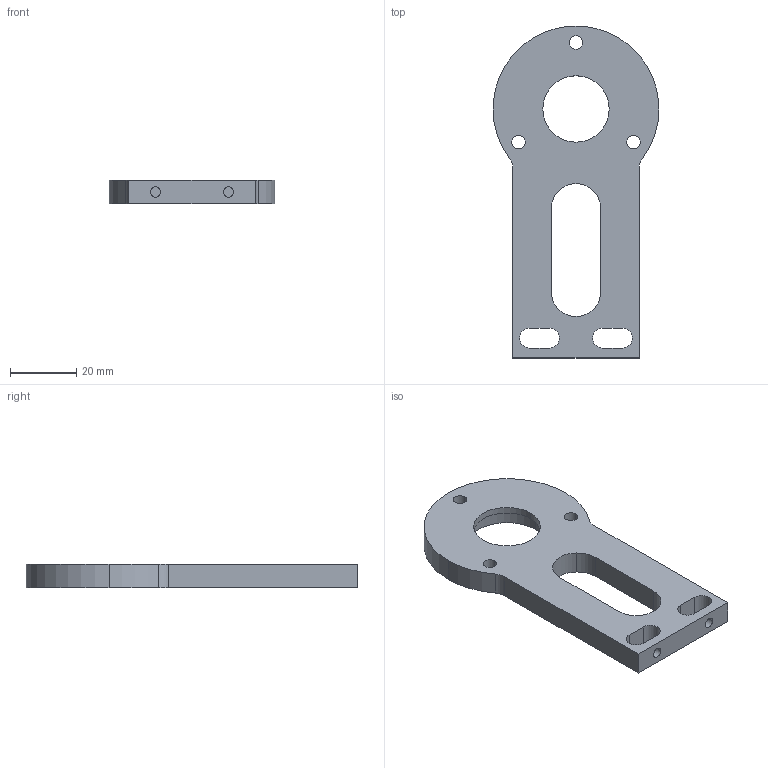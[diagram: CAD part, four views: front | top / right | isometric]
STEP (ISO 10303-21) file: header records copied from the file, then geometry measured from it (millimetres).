
FILE_DESCRIPTION (( 'STEP AP214' ), '1' );
FILE_NAME ('pitch粣萇儂盓傅.STEP', '2017-04-25T13:42:56', ( '' ), ( '' ), 'SwSTEP 2.0', 'SolidWorks 2017', '' );
FILE_SCHEMA (( 'AUTOMOTIVE_DESIGN' ));
Length unit declared in the file: millimetre
Products named in the file (1): pitch粣萇儂盓傅
Bounding box: 50 x 100 x 7 mm (x, y, z)
Volume: 19446.7 mm3; surface area: 9778.5 mm2
Topology: 1 solids, 1 shells, 50 faces, 132 edges, 88 vertices
Faces by surface type: cylinder 35, plane 15
Entity records: 1656 total; most frequent: DIRECTION 304, CARTESIAN_POINT 271, ORIENTED_EDGE 264, EDGE_CURVE 132, AXIS2_PLACEMENT_3D 121, VERTEX_POINT 88, EDGE_LOOP 72, CIRCLE 70
